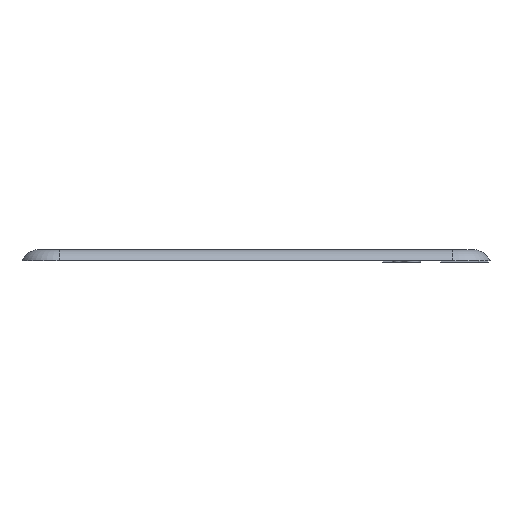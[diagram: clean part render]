
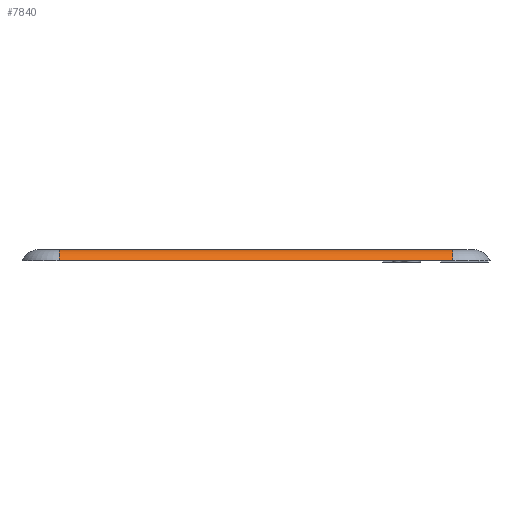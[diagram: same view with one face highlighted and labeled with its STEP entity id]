
A CAD part, left-side view. The second image highlights one B-rep face of the part: STEP entity #7840.
In plain terms, the highlighted cylindrical face has radius 2.5 mm (diameter 5 mm), a partial arc.
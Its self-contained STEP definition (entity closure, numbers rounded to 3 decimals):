
#977=FACE_OUTER_BOUND('',#1413,.T.);
#1413=EDGE_LOOP('',(#5339,#5340,#5341,#5342));
#1896=LINE('',#9772,#2531);
#1897=LINE('',#9773,#2532);
#2531=VECTOR('',#8603,10.);
#2532=VECTOR('',#8604,2.5);
#3170=CIRCLE('',#8300,2.5);
#3173=CIRCLE('',#8304,2.5);
#3262=VERTEX_POINT('',#9763);
#3263=VERTEX_POINT('',#9764);
#3264=VERTEX_POINT('',#9769);
#3265=VERTEX_POINT('',#9770);
#4092=EDGE_CURVE('',#3262,#3263,#3170,.T.);
#4095=EDGE_CURVE('',#3264,#3265,#3173,.T.);
#4096=EDGE_CURVE('',#3263,#3265,#1896,.T.);
#4097=EDGE_CURVE('',#3262,#3264,#1897,.T.);
#5339=ORIENTED_EDGE('',*,*,#4095,.T.);
#5340=ORIENTED_EDGE('',*,*,#4096,.F.);
#5341=ORIENTED_EDGE('',*,*,#4092,.F.);
#5342=ORIENTED_EDGE('',*,*,#4097,.T.);
#7796=CYLINDRICAL_SURFACE('',#8303,2.5);
#7840=ADVANCED_FACE('',(#977),#7796,.T.);
#8300=AXIS2_PLACEMENT_3D('',#9765,#8593,#8594);
#8303=AXIS2_PLACEMENT_3D('',#9768,#8599,#8600);
#8304=AXIS2_PLACEMENT_3D('',#9771,#8601,#8602);
#8593=DIRECTION('center_axis',(0.,-1.,0.));
#8594=DIRECTION('ref_axis',(0.,0.,1.));
#8599=DIRECTION('center_axis',(0.,1.,0.));
#8600=DIRECTION('ref_axis',(-0.917,0.,0.4));
#8601=DIRECTION('center_axis',(0.,-1.,0.));
#8602=DIRECTION('ref_axis',(0.,0.,1.));
#8603=DIRECTION('',(0.,1.,0.));
#8604=DIRECTION('',(0.,1.,0.));
#9763=CARTESIAN_POINT('',(-10.24,-121.532,1.5));
#9764=CARTESIAN_POINT('',(-12.531,-121.532,0.));
#9765=CARTESIAN_POINT('Origin',(-10.24,-121.532,-1.));
#9768=CARTESIAN_POINT('Origin',(-10.24,-126.532,-1.));
#9769=CARTESIAN_POINT('',(-10.24,-68.669,1.5));
#9770=CARTESIAN_POINT('',(-12.531,-68.669,0.));
#9771=CARTESIAN_POINT('Origin',(-10.24,-68.669,-1.));
#9772=CARTESIAN_POINT('',(-12.531,-126.532,0.));
#9773=CARTESIAN_POINT('',(-10.24,-126.532,1.5));
